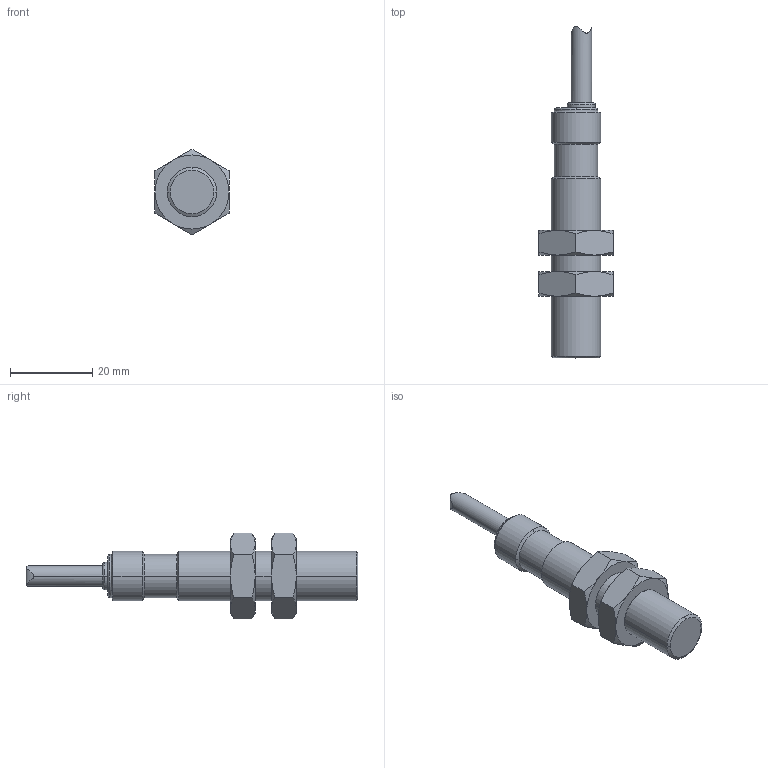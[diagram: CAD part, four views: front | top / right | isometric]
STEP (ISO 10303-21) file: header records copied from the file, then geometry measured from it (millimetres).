
FILE_DESCRIPTION (( 'STEP AP214' ), '1' );
FILE_NAME ('LLR-M12MA-NMK-101.STEP', '2021-12-10T14:59:51', ( '' ), ( '' ), 'SwSTEP 2.0', 'SolidWorks 2021', '' );
FILE_SCHEMA (( 'AUTOMOTIVE_DESIGN' ));
Length unit declared in the file: inch
Products named in the file (1): LLR-M12MA-NMK-101
Bounding box: 18 x 80.7 x 20.78 mm (x, y, z)
Volume: 9339.8 mm3; surface area: 4606 mm2
Topology: 3 solids, 3 shells, 95 faces, 202 edges, 116 vertices
Faces by surface type: cone 44, cylinder 25, plane 20, bspline 6
Entity records: 4144 total; most frequent: CARTESIAN_POINT 876, DIRECTION 415, ORIENTED_EDGE 404, EDGE_CURVE 202, AXIS2_PLACEMENT_3D 179, VERTEX_POINT 116, EDGE_LOOP 102, DIMENSIONAL_EXPONENTS 100
